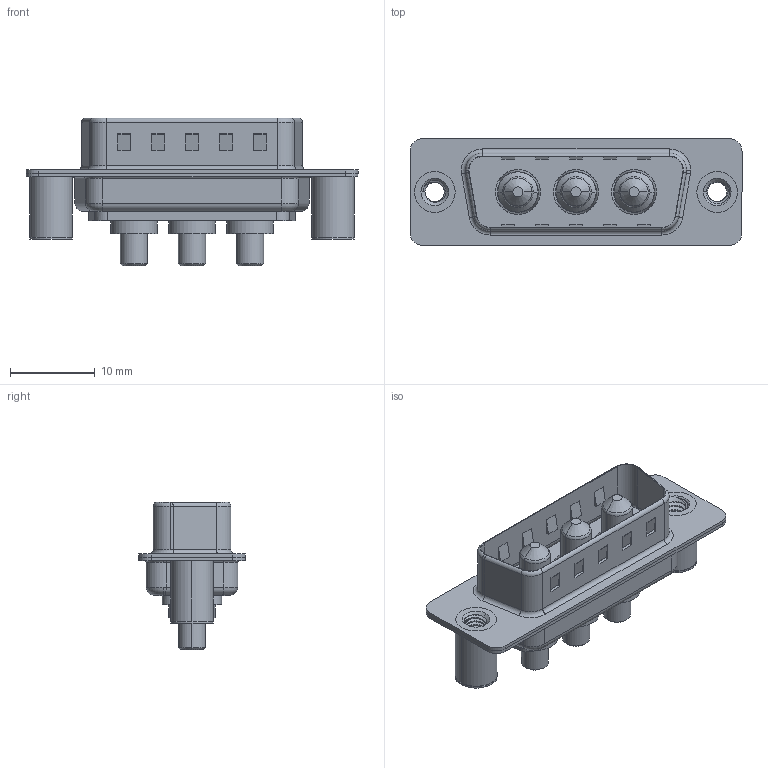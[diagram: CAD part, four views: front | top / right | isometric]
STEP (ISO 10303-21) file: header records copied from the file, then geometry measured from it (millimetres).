
FILE_DESCRIPTION (( 'STEP AP203' ), '1' );
FILE_NAME ('627-3W3-224-3NB.STEP', '2019-05-24T14:24:02', ( '' ), ( '' ), 'SwSTEP 2.0', 'SolidWorks 2016', '' );
FILE_SCHEMA (( 'CONFIG_CONTROL_DESIGN' ));
Length unit declared in the file: millimetre
Products named in the file (7): 627Combo Shell Rear_15 Contacts; 627Combo Shell Front_15 Contacts; 627Combo Threaded Board Spacer_B; Power Pin_30A S; 627Combo Threaded Board Spacer_3; 627-3W3-224-3NB; 627Combo Housing_3W3
Assembly tree (8 placements, depth 2):
  627-3W3-224-3NB
    627Combo Housing_3W3
    627Combo Shell Rear_15 Contacts
    627Combo Shell Front_15 Contacts
    627Combo Threaded Board Spacer_B
    Power Pin_30A S  x3
    627Combo Threaded Board Spacer_3
Bounding box: 39.15 x 12.6 x 17.4 mm (x, y, z)
Volume: 2194.9 mm3; surface area: 4976.5 mm2
Topology: 11 solids, 11 shells, 498 faces, 1207 edges, 751 vertices
Faces by surface type: cylinder 218, plane 169, torus 60, cone 39, bspline 12
Entity records: 17007 total; most frequent: CARTESIAN_POINT 6011, DIRECTION 2196, ORIENTED_EDGE 2118, EDGE_CURVE 1059, AXIS2_PLACEMENT_3D 828, VERTEX_POINT 663, VECTOR 540, LINE 540
